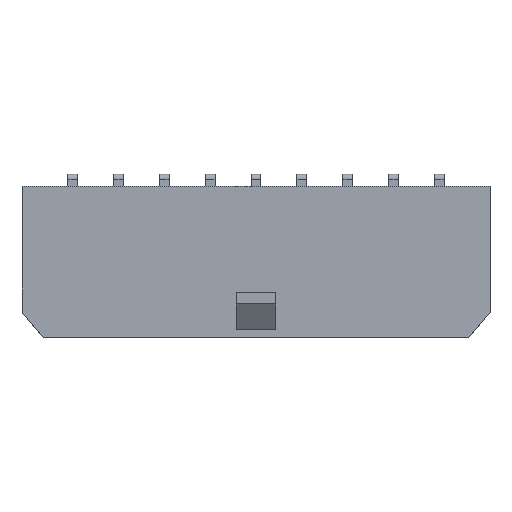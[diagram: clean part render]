
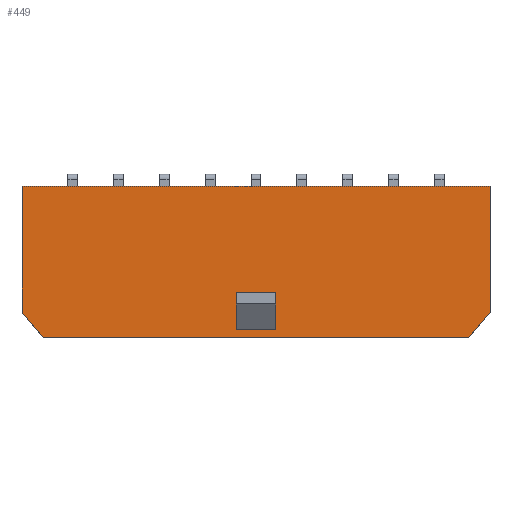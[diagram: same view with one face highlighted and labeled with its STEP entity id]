
A CAD part, top view. The second image highlights one B-rep face of the part: STEP entity #449.
In plain terms, the highlighted planar face has unit normal (0, 0, 1).
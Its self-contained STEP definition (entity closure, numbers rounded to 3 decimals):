
#449=ADVANCED_FACE('',(#1009,#1010),#747,.T.);
#747=PLANE('',#5609);
#1009=FACE_BOUND('',#1049,.T.);
#1010=FACE_BOUND('',#1050,.T.);
#1049=EDGE_LOOP('',(#1535,#1536,#1537,#1538,#1539,#1540));
#1050=EDGE_LOOP('',(#1541,#1542,#1543,#1544));
#1535=ORIENTED_EDGE('',*,*,#3542,.F.);
#1536=ORIENTED_EDGE('',*,*,#3525,.F.);
#1537=ORIENTED_EDGE('',*,*,#3593,.T.);
#1538=ORIENTED_EDGE('',*,*,#3534,.T.);
#1539=ORIENTED_EDGE('',*,*,#3539,.F.);
#1540=ORIENTED_EDGE('',*,*,#3588,.F.);
#1541=ORIENTED_EDGE('',*,*,#3594,.T.);
#1542=ORIENTED_EDGE('',*,*,#3595,.T.);
#1543=ORIENTED_EDGE('',*,*,#3596,.F.);
#1544=ORIENTED_EDGE('',*,*,#3597,.F.);
#3014=VERTEX_POINT('',#7655);
#3015=VERTEX_POINT('',#7657);
#3023=VERTEX_POINT('',#7674);
#3024=VERTEX_POINT('',#7676);
#3027=VERTEX_POINT('',#7684);
#3028=VERTEX_POINT('',#7688);
#3077=VERTEX_POINT('',#7793);
#3078=VERTEX_POINT('',#7794);
#3079=VERTEX_POINT('',#7796);
#3080=VERTEX_POINT('',#7798);
#3525=EDGE_CURVE('',#3014,#3015,#4306,.T.);
#3534=EDGE_CURVE('',#3024,#3023,#4315,.T.);
#3539=EDGE_CURVE('',#3027,#3023,#4320,.T.);
#3542=EDGE_CURVE('',#3015,#3028,#4323,.T.);
#3588=EDGE_CURVE('',#3028,#3027,#4369,.T.);
#3593=EDGE_CURVE('',#3014,#3024,#4374,.T.);
#3594=EDGE_CURVE('',#3077,#3078,#4375,.T.);
#3595=EDGE_CURVE('',#3078,#3079,#4376,.T.);
#3596=EDGE_CURVE('',#3080,#3079,#4377,.T.);
#3597=EDGE_CURVE('',#3077,#3080,#4378,.T.);
#4306=LINE('',#7656,#5007);
#4315=LINE('',#7675,#5016);
#4320=LINE('',#7685,#5021);
#4323=LINE('',#7691,#5024);
#4369=LINE('',#7783,#5070);
#4374=LINE('',#7791,#5075);
#4375=LINE('',#7792,#5076);
#4376=LINE('',#7795,#5077);
#4377=LINE('',#7797,#5078);
#4378=LINE('',#7799,#5079);
#5007=VECTOR('',#6097,1.);
#5016=VECTOR('',#6108,1.);
#5021=VECTOR('',#6115,1.);
#5024=VECTOR('',#6120,1.);
#5070=VECTOR('',#6168,1.);
#5075=VECTOR('',#6175,1.);
#5076=VECTOR('',#6176,1.);
#5077=VECTOR('',#6177,1.);
#5078=VECTOR('',#6178,1.);
#5079=VECTOR('',#6179,1.);
#5609=AXIS2_PLACEMENT_3D('',#7800,#6180,#6181);
#6097=DIRECTION('',(0.,-1.,0.));
#6108=DIRECTION('',(0.,-1.,0.));
#6115=DIRECTION('',(-0.643,0.766,0.));
#6120=DIRECTION('',(-0.643,-0.766,0.));
#6168=DIRECTION('',(-1.,0.,0.));
#6175=DIRECTION('',(-1.,0.,0.));
#6176=DIRECTION('',(-1.,0.,0.));
#6177=DIRECTION('',(0.,1.,0.));
#6178=DIRECTION('',(-1.,0.,0.));
#6179=DIRECTION('',(0.,1.,0.));
#6180=DIRECTION('',(0.,0.,1.));
#6181=DIRECTION('',(1.,0.,0.));
#7655=CARTESIAN_POINT('',(15.315,9.9,3.86));
#7656=CARTESIAN_POINT('',(15.315,9.9,3.86));
#7657=CARTESIAN_POINT('',(15.315,1.668,3.86));
#7674=CARTESIAN_POINT('',(-15.315,1.668,3.86));
#7675=CARTESIAN_POINT('',(-15.315,9.9,3.86));
#7676=CARTESIAN_POINT('',(-15.315,9.9,3.86));
#7684=CARTESIAN_POINT('',(-13.915,0.,3.86));
#7685=CARTESIAN_POINT('',(-13.915,0.,3.86));
#7688=CARTESIAN_POINT('',(13.915,0.,3.86));
#7691=CARTESIAN_POINT('',(15.315,1.668,3.86));
#7783=CARTESIAN_POINT('',(15.315,0.,3.86));
#7791=CARTESIAN_POINT('',(15.315,9.9,3.86));
#7792=CARTESIAN_POINT('',(1.3,0.54,3.86));
#7793=CARTESIAN_POINT('',(1.3,0.54,3.86));
#7794=CARTESIAN_POINT('',(-1.3,0.54,3.86));
#7795=CARTESIAN_POINT('',(-1.3,0.54,3.86));
#7796=CARTESIAN_POINT('',(-1.3,2.95,3.86));
#7797=CARTESIAN_POINT('',(1.3,2.95,3.86));
#7798=CARTESIAN_POINT('',(1.3,2.95,3.86));
#7799=CARTESIAN_POINT('',(1.3,0.54,3.86));
#7800=CARTESIAN_POINT('',(15.315,9.9,3.86));
